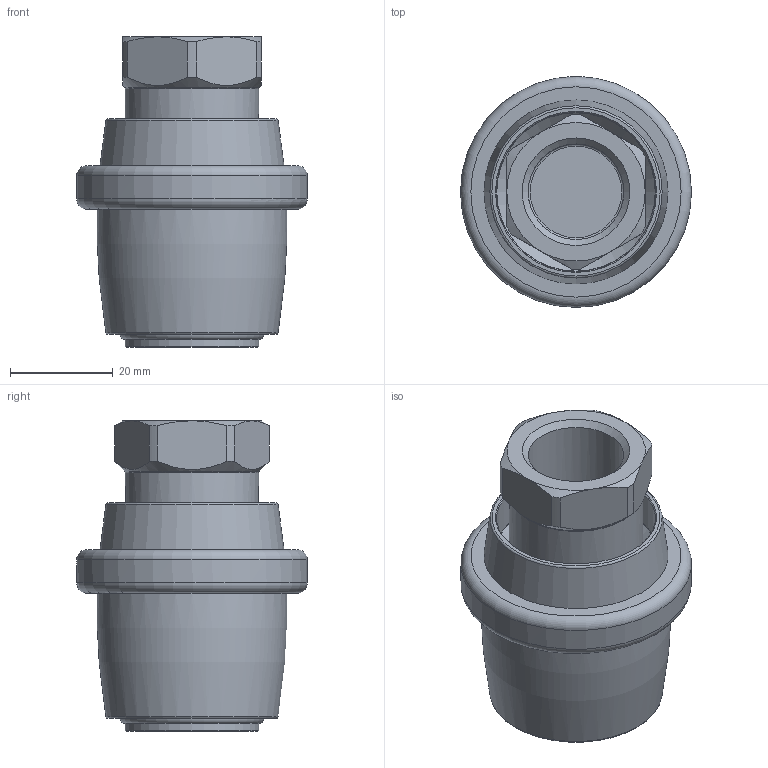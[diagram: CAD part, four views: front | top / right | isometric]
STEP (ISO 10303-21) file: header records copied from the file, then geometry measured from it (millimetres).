
FILE_DESCRIPTION(/* description */ ('STEP AP214'),/* implementation_level */ '2;1');
FILE_NAME(/* name */ '1587988_VBOH-32-G12',/* time_stamp */ '2024-09-13T16:53:40+02:00',/* author */ ('License CC BY-ND 4.0'),/* organization */ ('CADENAS'),/* preprocessor_version */ 'ST-DEVELOPER v19.3',/* originating_system */ 'PARTsolutions',/* authorisation */ ' ');
FILE_SCHEMA (('AUTOMOTIVE_DESIGN {1 0 10303 214 3 1 1}'));
Length unit declared in the file: millimetre
Products named in the file (1): 1587988 VBOH-32-G12 ---(closed)
Bounding box: 45 x 45 x 60.5 mm (x, y, z)
Volume: 36264.9 mm3; surface area: 18038.1 mm2
Topology: 1 solids, 2 shells, 129 faces, 293 edges, 186 vertices
Faces by surface type: cylinder 51, cone 36, plane 27, torus 15
Full cylindrical faces by diameter (mm): 3.5 x24, 18.631 x2, 26 x3, 29.5 x1, 31 x1, 31.2 x1, 45 x1
Entity records: 4427 total; most frequent: CARTESIAN_POINT 1117, DIRECTION 466, ORIENTED_EDGE 372, EDGE_LOOP 251, FACE_BOUND 251, AXIS2_PLACEMENT_3D 216, EDGE_CURVE 186, VERTEX_POINT 157
